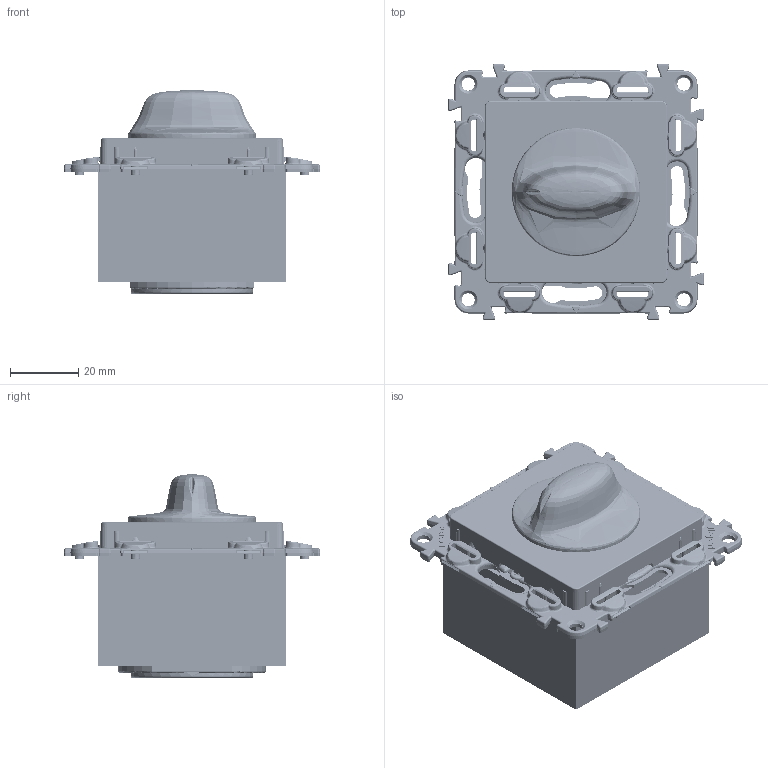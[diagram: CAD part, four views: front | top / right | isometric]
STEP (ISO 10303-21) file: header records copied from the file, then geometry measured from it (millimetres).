
FILE_DESCRIPTION(('CATIA V5 STEP Exchange','CAx-IF Rec.Pracs.--- Model Styling and Organization---1.4--- 2014-01-23'),'2;1');
FILE_NAME('752132_AllCATPart.stp','2020-02-13T09:42:15+00:00',('none'),('none'),'CATIA Version 5-6 Release 2017 SP3','CATIA V5 STEP AP214','none');
FILE_SCHEMA(('AUTOMOTIVE_DESIGN { 1 0 10303 214 1 1 1 1 }'));
Products named in the file (1): 752132_AllCATPart
Bounding box: 74.7 x 74.7 x 59.42 mm (x, y, z)
Volume: 123587 mm3; surface area: 37109.3 mm2
Topology: 1 solids, 8 shells, 12336 faces, 36005 edges, 23700 vertices
Faces by surface type: plane 10744, cylinder 655, bspline 359, cone 349, torus 185, sphere 32, extrusion 12
Entity records: 433188 total; most frequent: CARTESIAN_POINT 106888, ORIENTED_EDGE 71834, DIRECTION 54745, EDGE_CURVE 35917, VECTOR 31479, LINE 31467, VERTEX_POINT 23700, EDGE_LOOP 12583
